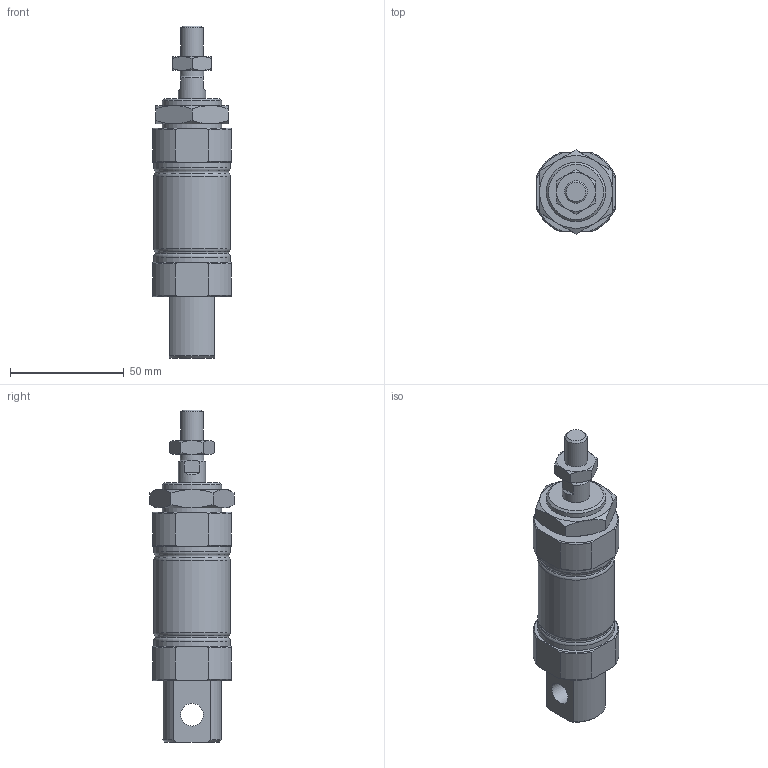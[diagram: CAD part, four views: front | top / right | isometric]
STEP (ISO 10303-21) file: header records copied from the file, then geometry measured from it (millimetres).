
FILE_DESCRIPTION( ( 'STEP AP203' ), '1' );
FILE_NAME( 'SM32X10-0()(0).stp', '2021-10-12T02:03:44', ( 'License CC BY-ND 4.0' ), ( 'CADENAS' ), ' ', 'PARTsolutions', ' ' );
FILE_SCHEMA( ( 'CONFIG_CONTROL_DESIGN' ) );
Length unit declared in the file: millimetre
Products named in the file (5): SM32X10-0()(0); _SM-32-10-(body)(); _SM-32-10(rod) 0; _SM-NT-032; _SM-032B
Assembly tree (4 placements, depth 2):
  SM32X10-0()(0)
    _SM-32-10-(body)()
    _SM-32-10(rod) 0
    _SM-NT-032
    _SM-032B
Bounding box: 34.5 x 36.95 x 146 mm (x, y, z)
Volume: 92757.5 mm3; surface area: 27321.3 mm2
Topology: 4 solids, 4 shells, 129 faces, 289 edges, 178 vertices
Faces by surface type: cone 52, plane 46, cylinder 25, torus 6
Full cylindrical faces by diameter (mm): 8.566 x2, 8.647 x1, 10 x2, 10.4 x1, 12 x2, 18 x2, 24.376 x1, 26 x1, 33.6 x3
Entity records: 3816 total; most frequent: CARTESIAN_POINT 984, DIRECTION 548, ORIENTED_EDGE 516, EDGE_CURVE 258, AXIS2_PLACEMENT_3D 244, VERTEX_POINT 176, EDGE_LOOP 174, FACE_OUTER_BOUND 150
